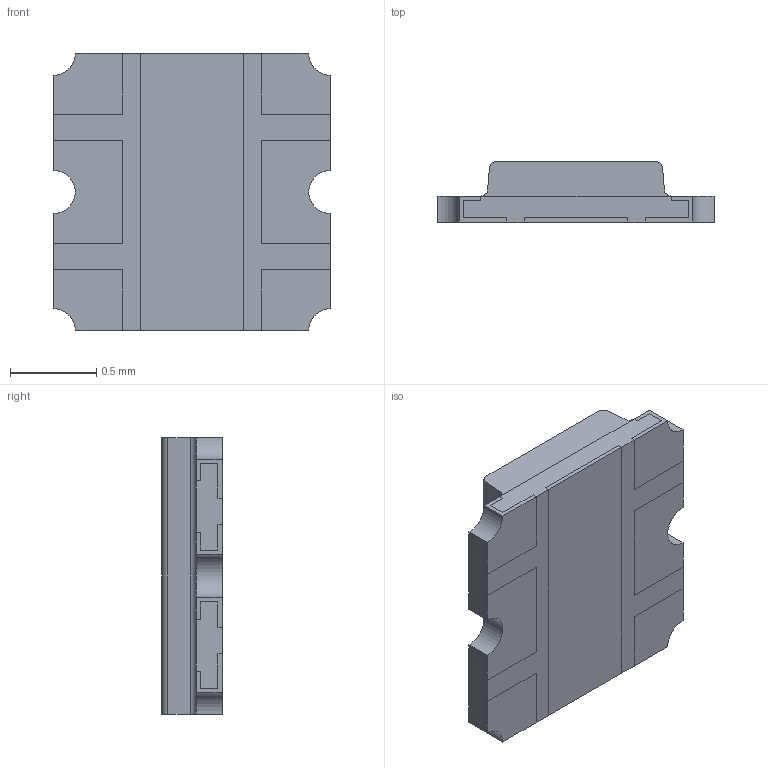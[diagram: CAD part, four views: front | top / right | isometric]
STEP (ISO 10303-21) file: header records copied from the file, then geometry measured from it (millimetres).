
FILE_DESCRIPTION (( 'STEP AP214' ), '1' );
FILE_NAME ('19-337_R6GHBHC-A01_2T.STEP', '2022-05-31T22:21:35', ( '' ), ( '' ), 'SwSTEP 2.0', 'SolidWorks 2017', '' );
FILE_SCHEMA (( 'AUTOMOTIVE_DESIGN' ));
Length unit declared in the file: millimetre
Products named in the file (1): 19-337_R6GHBHC-A01_2T
Bounding box: 1.6 x 0.35 x 1.6 mm (x, y, z)
Volume: 0.7 mm3; surface area: 15.8 mm2
Topology: 11 solids, 11 shells, 178 faces, 462 edges, 308 vertices
Faces by surface type: plane 144, cylinder 34
Entity records: 5518 total; most frequent: CARTESIAN_POINT 949, ORIENTED_EDGE 924, DIRECTION 888, EDGE_CURVE 462, VECTOR 394, LINE 394, VERTEX_POINT 308, AXIS2_PLACEMENT_3D 247
